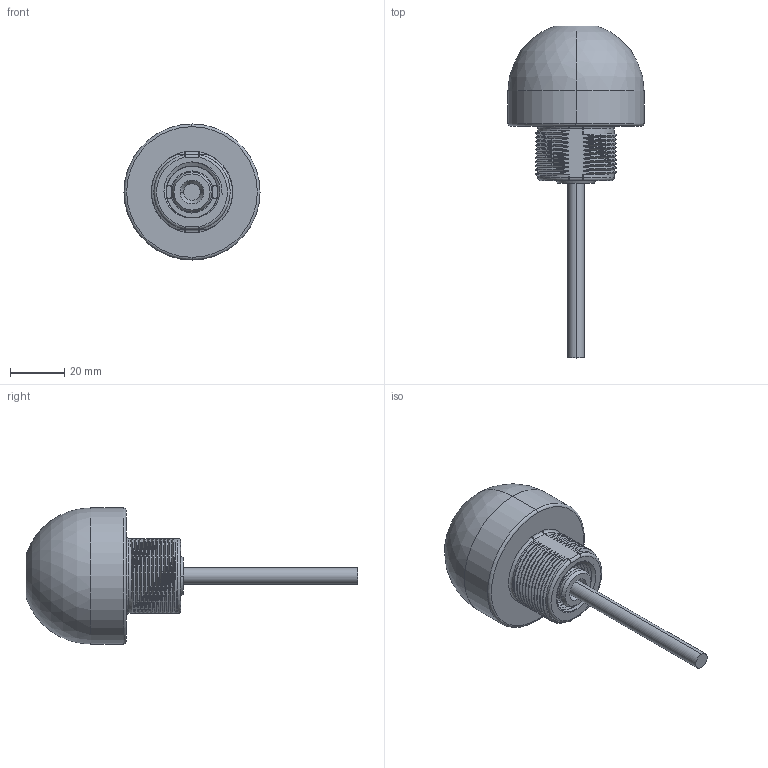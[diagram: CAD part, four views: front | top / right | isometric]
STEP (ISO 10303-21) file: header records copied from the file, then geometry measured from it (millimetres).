
FILE_DESCRIPTION((''),'2;1');
FILE_NAME('144875_SM01_ASM','2025-06-30T09:14:11',('banengservice'),('BANNER ENGINEERING'),'CREO PARAMETRIC BY PTC INC, 2022414','CREO PARAMETRIC BY PTC INC, 2022414','');
FILE_SCHEMA(('CONFIG_CONTROL_DESIGN'));
Length unit declared in the file: millimetre
Products named in the file (3): 144875_EP01; 144875_EP02; 144875_SM01_ASM
Assembly tree (2 placements, depth 2):
  144875_SM01_ASM
    144875_EP01
    144875_EP02
Bounding box: 50 x 121.97 x 50 mm (x, y, z)
Volume: 70680 mm3; surface area: 15045.2 mm2
Topology: 3 solids, 3 shells, 196 faces, 501 edges, 319 vertices
Faces by surface type: cylinder 76, bspline 67, plane 23, torus 14, cone 10, sphere 6
Entity records: 18175 total; most frequent: CARTESIAN_POINT 13851, ORIENTED_EDGE 1002, DIRECTION 689, EDGE_CURVE 501, VERTEX_POINT 319, AXIS2_PLACEMENT_3D 263, B_SPLINE_CURVE_WITH_KNOTS 209, EDGE_LOOP 206
